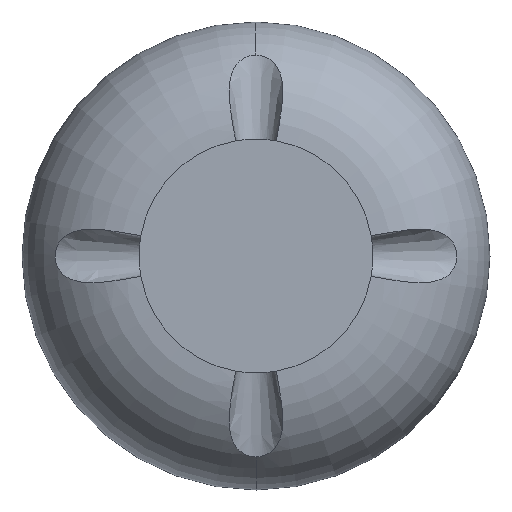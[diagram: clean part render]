
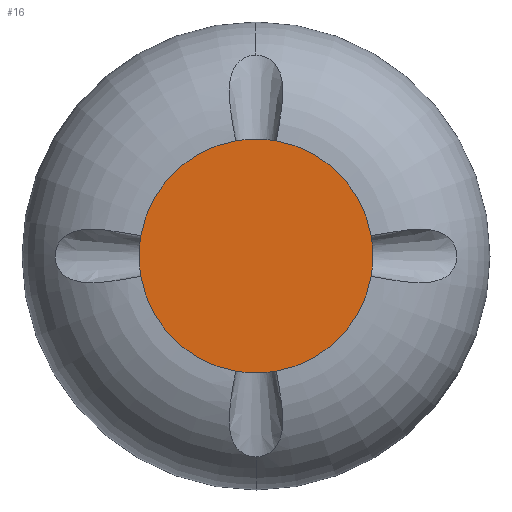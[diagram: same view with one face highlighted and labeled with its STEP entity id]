
A CAD part, left-side view. The second image highlights one B-rep face of the part: STEP entity #16.
In plain terms, the highlighted planar face has unit normal (-1, 0, 0).
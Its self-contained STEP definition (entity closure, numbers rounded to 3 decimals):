
#8 = EDGE_CURVE ( 'NONE', #514, #1138, #150, .T. ) ;
#11 = CARTESIAN_POINT ( 'NONE',  ( -25., -4.341, -24.62 ) ) ;
#13 = DIRECTION ( 'NONE',  ( 0., 0., -1. ) ) ;
#16 = ADVANCED_FACE ( 'NONE', ( #393 ), #702, .F. ) ;
#29 = DIRECTION ( 'NONE',  ( -1., 0., 0. ) ) ;
#37 = DIRECTION ( 'NONE',  ( 0., 0., -1. ) ) ;
#45 = DIRECTION ( 'NONE',  ( -1., 0., 0. ) ) ;
#64 = CARTESIAN_POINT ( 'NONE',  ( -25., 0., 0. ) ) ;
#89 = CARTESIAN_POINT ( 'NONE',  ( -25., 0., 0. ) ) ;
#96 = EDGE_CURVE ( 'NONE', #119, #406, #814, .T. ) ;
#102 = VERTEX_POINT ( 'NONE', #439 ) ;
#103 = DIRECTION ( 'NONE',  ( -1., 0., 0. ) ) ;
#108 = CIRCLE ( 'NONE', #499, 25. ) ;
#115 = ORIENTED_EDGE ( 'NONE', *, *, #8, .T. ) ;
#119 = VERTEX_POINT ( 'NONE', #433 ) ;
#123 = CARTESIAN_POINT ( 'NONE',  ( -25., 0., 0. ) ) ;
#150 = CIRCLE ( 'NONE', #522, 25. ) ;
#164 = AXIS2_PLACEMENT_3D ( 'NONE', #749, #697, #693 ) ;
#170 = CARTESIAN_POINT ( 'NONE',  ( -25., 0., 0. ) ) ;
#172 = EDGE_CURVE ( 'NONE', #612, #102, #344, .T. ) ;
#193 = AXIS2_PLACEMENT_3D ( 'NONE', #89, #29, #13 ) ;
#213 = EDGE_LOOP ( 'NONE', ( #760, #922, #534, #770, #399, #617, #1024, #115 ) ) ;
#239 = EDGE_CURVE ( 'NONE', #794, #506, #787, .T. ) ;
#251 = CARTESIAN_POINT ( 'NONE',  ( -25., 24.62, 4.341 ) ) ;
#331 = EDGE_CURVE ( 'NONE', #1138, #612, #108, .T. ) ;
#344 = CIRCLE ( 'NONE', #1053, 25. ) ;
#364 = EDGE_CURVE ( 'NONE', #102, #794, #592, .T. ) ;
#393 = FACE_OUTER_BOUND ( 'NONE', #213, .T. ) ;
#399 = ORIENTED_EDGE ( 'NONE', *, *, #603, .T. ) ;
#406 = VERTEX_POINT ( 'NONE', #950 ) ;
#413 = DIRECTION ( 'NONE',  ( 0., 0., -1. ) ) ;
#421 = DIRECTION ( 'NONE',  ( -1., 0., 0. ) ) ;
#426 = CIRCLE ( 'NONE', #536, 25. ) ;
#428 = CARTESIAN_POINT ( 'NONE',  ( -25., 0., 0. ) ) ;
#433 = CARTESIAN_POINT ( 'NONE',  ( -25., -24.62, 4.341 ) ) ;
#439 = CARTESIAN_POINT ( 'NONE',  ( -25., 4.341, -24.62 ) ) ;
#458 = DIRECTION ( 'NONE',  ( 0., 0., -1. ) ) ;
#499 = AXIS2_PLACEMENT_3D ( 'NONE', #123, #103, #37 ) ;
#506 = VERTEX_POINT ( 'NONE', #774 ) ;
#514 = VERTEX_POINT ( 'NONE', #1101 ) ;
#522 = AXIS2_PLACEMENT_3D ( 'NONE', #775, #792, #751 ) ;
#534 = ORIENTED_EDGE ( 'NONE', *, *, #364, .T. ) ;
#536 = AXIS2_PLACEMENT_3D ( 'NONE', #170, #1118, #458 ) ;
#592 = CIRCLE ( 'NONE', #618, 25. ) ;
#603 = EDGE_CURVE ( 'NONE', #506, #119, #716, .T. ) ;
#612 = VERTEX_POINT ( 'NONE', #784 ) ;
#617 = ORIENTED_EDGE ( 'NONE', *, *, #96, .T. ) ;
#618 = AXIS2_PLACEMENT_3D ( 'NONE', #64, #45, #674 ) ;
#674 = DIRECTION ( 'NONE',  ( 0., 0., -1. ) ) ;
#683 = DIRECTION ( 'NONE',  ( 0., 0., -1. ) ) ;
#689 = DIRECTION ( 'NONE',  ( 1., 0., 0. ) ) ;
#693 = DIRECTION ( 'NONE',  ( 0., 0., -1. ) ) ;
#697 = DIRECTION ( 'NONE',  ( -1., 0., 0. ) ) ;
#702 = PLANE ( 'NONE',  #765 ) ;
#716 = CIRCLE ( 'NONE', #164, 25. ) ;
#723 = EDGE_CURVE ( 'NONE', #406, #514, #426, .T. ) ;
#749 = CARTESIAN_POINT ( 'NONE',  ( -25., 0., 0. ) ) ;
#751 = DIRECTION ( 'NONE',  ( 0., 0., -1. ) ) ;
#759 = CARTESIAN_POINT ( 'NONE',  ( -25., 0., 0. ) ) ;
#760 = ORIENTED_EDGE ( 'NONE', *, *, #331, .T. ) ;
#765 = AXIS2_PLACEMENT_3D ( 'NONE', #759, #689, #683 ) ;
#770 = ORIENTED_EDGE ( 'NONE', *, *, #239, .T. ) ;
#774 = CARTESIAN_POINT ( 'NONE',  ( -25., -24.62, -4.341 ) ) ;
#775 = CARTESIAN_POINT ( 'NONE',  ( -25., 0., 0. ) ) ;
#784 = CARTESIAN_POINT ( 'NONE',  ( -25., 24.62, -4.341 ) ) ;
#787 = CIRCLE ( 'NONE', #193, 25. ) ;
#792 = DIRECTION ( 'NONE',  ( -1., 0., 0. ) ) ;
#794 = VERTEX_POINT ( 'NONE', #11 ) ;
#814 = CIRCLE ( 'NONE', #882, 25. ) ;
#882 = AXIS2_PLACEMENT_3D ( 'NONE', #428, #421, #413 ) ;
#903 = DIRECTION ( 'NONE',  ( 0., 0., -1. ) ) ;
#922 = ORIENTED_EDGE ( 'NONE', *, *, #172, .T. ) ;
#950 = CARTESIAN_POINT ( 'NONE',  ( -25., -4.341, 24.62 ) ) ;
#1000 = DIRECTION ( 'NONE',  ( -1., 0., 0. ) ) ;
#1006 = CARTESIAN_POINT ( 'NONE',  ( -25., 0., 0. ) ) ;
#1024 = ORIENTED_EDGE ( 'NONE', *, *, #723, .T. ) ;
#1053 = AXIS2_PLACEMENT_3D ( 'NONE', #1006, #1000, #903 ) ;
#1101 = CARTESIAN_POINT ( 'NONE',  ( -25., 4.341, 24.62 ) ) ;
#1118 = DIRECTION ( 'NONE',  ( -1., 0., 0. ) ) ;
#1138 = VERTEX_POINT ( 'NONE', #251 ) ;
